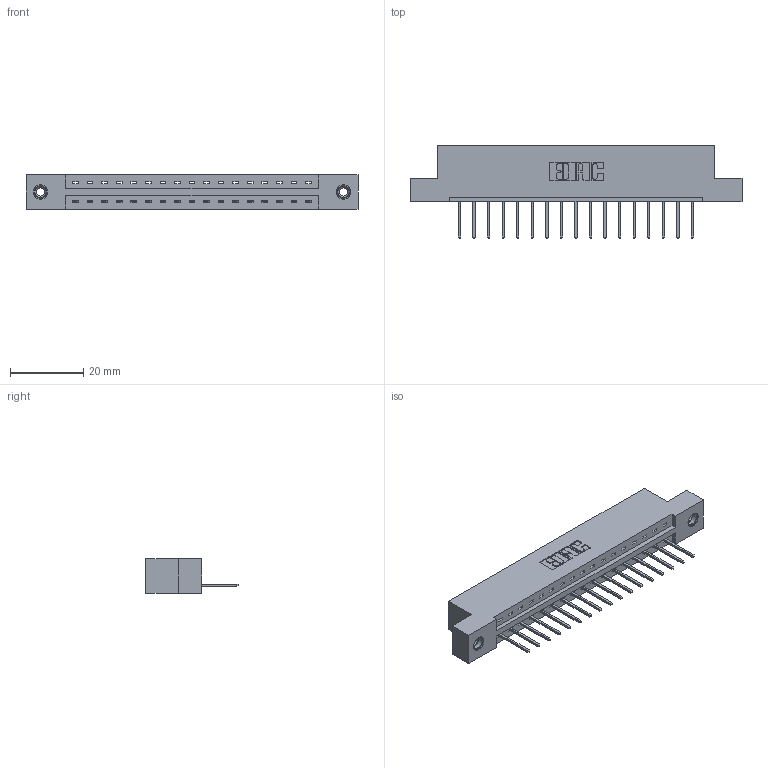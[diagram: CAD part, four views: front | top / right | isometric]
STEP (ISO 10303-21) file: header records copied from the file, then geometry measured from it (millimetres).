
FILE_DESCRIPTION (( 'STEP AP203' ), '1' );
FILE_NAME ('387-017-523-108.STEP', '2018-09-12T03:34:51', ( '' ), ( '' ), 'SwSTEP 2.0', 'SolidWorks 2016', '' );
FILE_SCHEMA (( 'CONFIG_CONTROL_DESIGN' ));
Length unit declared in the file: inch
Products named in the file (4): 387-017-523-108; 337 Part_Flush Mounting Lugs - 0.156 Dia-TI; 345-292-001_345-293-123; 345-250-001_345-250-003-102
Assembly tree (20 placements, depth 2):
  387-017-523-108
    337 Part_Flush Mounting Lugs - 0.156 Dia-TI
    345-292-001_345-293-123  x17
    345-250-001_345-250-003-102  x2
Bounding box: 90.37 x 25.15 x 9.4 mm (x, y, z)
Volume: 9066.8 mm3; surface area: 9275.2 mm2
Topology: 20 solids, 20 shells, 1228 faces, 3643 edges, 2398 vertices
Faces by surface type: plane 884, cylinder 328, cone 12, torus 4
Entity records: 17074 total; most frequent: CARTESIAN_POINT 2952, ORIENTED_EDGE 2898, DIRECTION 2569, EDGE_CURVE 1449, LINE 1301, VECTOR 1301, VERTEX_POINT 960, AXIS2_PLACEMENT_3D 634
